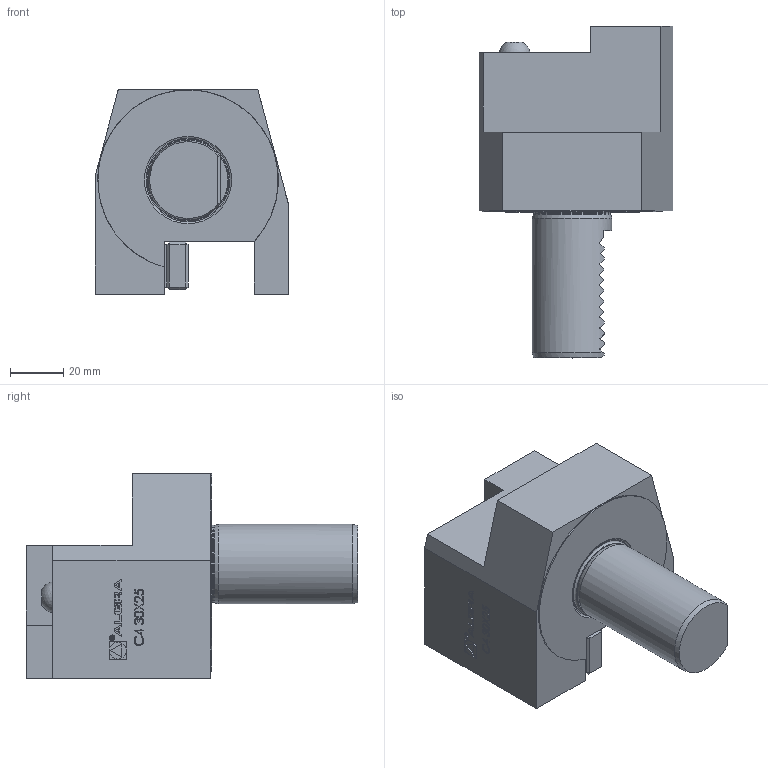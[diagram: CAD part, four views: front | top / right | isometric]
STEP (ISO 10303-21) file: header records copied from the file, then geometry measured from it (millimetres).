
FILE_DESCRIPTION (( 'STEP AP214' ), '1' );
FILE_NAME ('C430X25.STEP', '2025-07-10T08:30:09', ( '' ), ( '' ), 'SwSTEP 2.0', 'SolidWorks 2023', '' );
FILE_SCHEMA (( 'AUTOMOTIVE_DESIGN' ));
Length unit declared in the file: millimetre
Products named in the file (1): C430X25
Bounding box: 73 x 125 x 77 mm (x, y, z)
Volume: 281089 mm3; surface area: 35767.9 mm2
Topology: 1 solids, 1 shells, 321 faces, 840 edges, 550 vertices
Faces by surface type: plane 224, bspline 51, cylinder 40, torus 3, cone 2, sphere 1
Full cylindrical faces by diameter (mm): 1.7 x1, 2.1 x1, 6.366 x1, 29.1 x1, 30 x1
Entity records: 15089 total; most frequent: CARTESIAN_POINT 5425, ORIENTED_EDGE 1658, DIRECTION 1262, EDGE_CURVE 829, LINE 586, VECTOR 586, VERTEX_POINT 548, EDGE_LOOP 359
